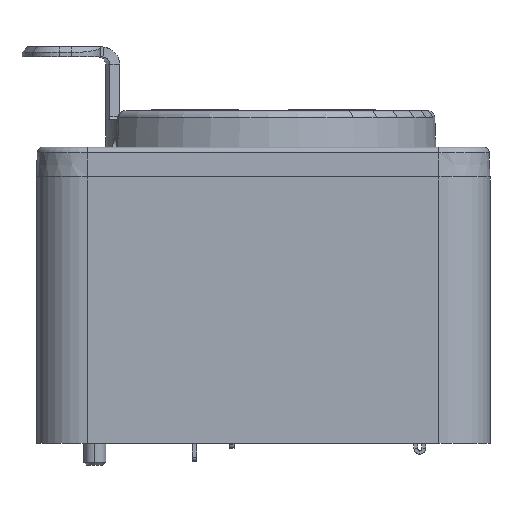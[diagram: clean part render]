
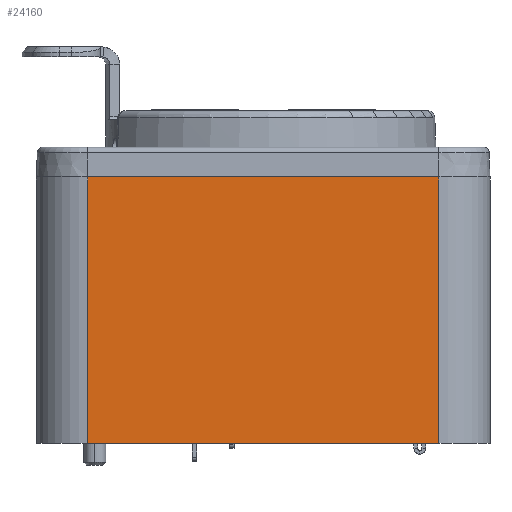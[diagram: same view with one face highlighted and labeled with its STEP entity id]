
A CAD part, left-side view. The second image highlights one B-rep face of the part: STEP entity #24160.
In plain terms, the highlighted planar face has unit normal (-1, 0, 0).
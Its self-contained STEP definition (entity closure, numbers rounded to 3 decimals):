
#6313=DIRECTION('',(0.,1.,0.));
#6314=VECTOR('',#6313,24.);
#6315=CARTESIAN_POINT('',(-13.,-12.,-4.55));
#6316=LINE('',#6315,#6314);
#6317=DIRECTION('',(0.,0.,1.));
#6318=VECTOR('',#6317,18.);
#6319=CARTESIAN_POINT('',(-13.,12.,-22.8));
#6320=LINE('',#6319,#6318);
#6321=DIRECTION('',(0.,0.,1.));
#6322=VECTOR('',#6321,0.25);
#6323=CARTESIAN_POINT('',(-13.,12.,-4.8));
#6324=LINE('',#6323,#6322);
#6330=DIRECTION('',(0.,0.,1.));
#6331=VECTOR('',#6330,18.);
#6332=CARTESIAN_POINT('',(-13.,-12.,-22.8));
#6333=LINE('',#6332,#6331);
#6334=DIRECTION('',(0.,0.,1.));
#6335=VECTOR('',#6334,0.25);
#6336=CARTESIAN_POINT('',(-13.,-12.,-4.8));
#6337=LINE('',#6336,#6335);
#6398=DIRECTION('',(0.,-1.,0.));
#6399=VECTOR('',#6398,24.);
#6400=CARTESIAN_POINT('',(-13.,12.,-22.8));
#6401=LINE('',#6400,#6399);
#15313=CARTESIAN_POINT('',(-13.,12.,-22.8));
#15315=VERTEX_POINT('',#15313);
#15316=CARTESIAN_POINT('',(-13.,-12.,-22.8));
#15317=VERTEX_POINT('',#15316);
#16147=CARTESIAN_POINT('',(-13.,12.,-4.8));
#16148=VERTEX_POINT('',#16147);
#16149=CARTESIAN_POINT('',(-13.,-12.,-4.8));
#16150=VERTEX_POINT('',#16149);
#16317=CARTESIAN_POINT('',(-13.,12.,-4.55));
#16318=VERTEX_POINT('',#16317);
#16319=CARTESIAN_POINT('',(-13.,-12.,-4.55));
#16320=VERTEX_POINT('',#16319);
#24144=CARTESIAN_POINT('',(-13.,0.,-4.675));
#24145=DIRECTION('',(1.,0.,0.));
#24146=DIRECTION('',(0.,-1.,0.));
#24147=AXIS2_PLACEMENT_3D('',#24144,#24145,#24146);
#24148=PLANE('',#24147);
#24149=ORIENTED_EDGE('',*,*,#24135,.F.);
#24151=ORIENTED_EDGE('',*,*,#24150,.F.);
#24153=ORIENTED_EDGE('',*,*,#24152,.F.);
#24155=ORIENTED_EDGE('',*,*,#24154,.F.);
#24156=ORIENTED_EDGE('',*,*,#24108,.T.);
#24157=ORIENTED_EDGE('',*,*,#24106,.T.);
#24158=EDGE_LOOP('',(#24149,#24151,#24153,#24155,#24156,#24157));
#24159=FACE_OUTER_BOUND('',#24158,.F.);
#24106=EDGE_CURVE('',#16148,#16318,#6324,.T.);
#24108=EDGE_CURVE('',#15315,#16148,#6320,.T.);
#24135=EDGE_CURVE('',#16320,#16318,#6316,.T.);
#24150=EDGE_CURVE('',#16150,#16320,#6337,.T.);
#24152=EDGE_CURVE('',#15317,#16150,#6333,.T.);
#24154=EDGE_CURVE('',#15315,#15317,#6401,.T.);
#24160=ADVANCED_FACE('',(#24159),#24148,.F.);
